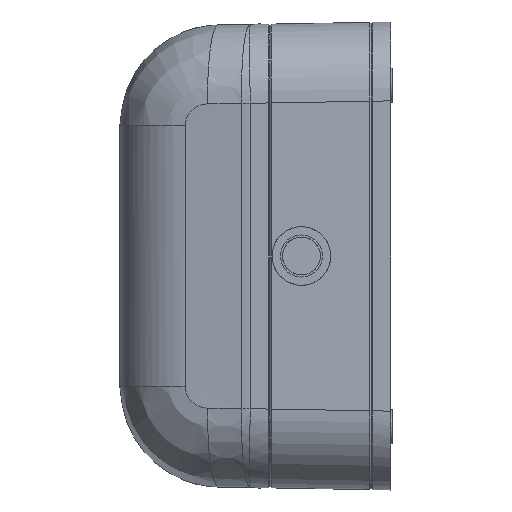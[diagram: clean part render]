
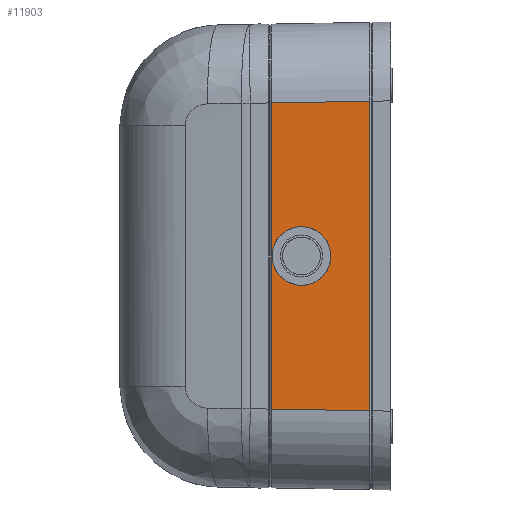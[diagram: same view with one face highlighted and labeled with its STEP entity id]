
A CAD part, left-side view. The second image highlights one B-rep face of the part: STEP entity #11903.
In plain terms, the highlighted planar face has unit normal (-1, 0.018, 0).
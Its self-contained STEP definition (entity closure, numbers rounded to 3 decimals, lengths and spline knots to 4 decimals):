
#19 = EDGE_CURVE ( 'NONE', #55813, #58693, #51145, .T. ) ;
#73 = VERTEX_POINT ( 'NONE', #47921 ) ;
#160 = DIRECTION ( 'NONE',  ( 0., 0., 1. ) ) ;
#854 = EDGE_CURVE ( 'NONE', #38069, #33990, #49990, .T. ) ;
#1573 = CARTESIAN_POINT ( 'NONE',  ( -4.5041, -0.7628, -0.439 ) ) ;
#4880 = CARTESIAN_POINT ( 'NONE',  ( -4.5195, -1.6457, -0.439 ) ) ;
#6928 = VECTOR ( 'NONE', #8906, 39.3701 ) ;
#7231 = ORIENTED_EDGE ( 'NONE', *, *, #19, .T. ) ;
#8906 = DIRECTION ( 'NONE',  ( 0., 0., 1. ) ) ;
#9369 = CARTESIAN_POINT ( 'NONE',  ( -4.4963, -0.315, 0. ) ) ;
#10281 = CARTESIAN_POINT ( 'NONE',  ( -4.5042, -0.7677, -0.439 ) ) ;
#11162 = CARTESIAN_POINT ( 'NONE',  ( -4.4963, -0.315, 2.2917 ) ) ;
#11903 = ADVANCED_FACE ( 'NONE', ( #24041, #13972 ), #33917, .T. ) ;
#12739 = LINE ( 'NONE', #37446, #17831 ) ;
#12783 = VECTOR ( 'NONE', #22419, 39.3701 ) ;
#13972 = FACE_OUTER_BOUND ( 'NONE', #21004, .T. ) ;
#15247 = CARTESIAN_POINT ( 'NONE',  ( -4.5195, -1.6457, 0.439 ) ) ;
#15748 = LINE ( 'NONE', #24134, #35168 ) ;
#16323 = CARTESIAN_POINT ( 'NONE',  ( -4.4963, -0.315, -2.2917 ) ) ;
#16752 = VERTEX_POINT ( 'NONE', #35391 ) ;
#17831 = VECTOR ( 'NONE', #160, 39.3701 ) ;
#17836 = CARTESIAN_POINT ( 'NONE',  ( -4.5039, -0.753, -0.4387 ) ) ;
#18846 = EDGE_CURVE ( 'NONE', #54402, #73, #15748, .T. ) ;
#19407 = ORIENTED_EDGE ( 'NONE', *, *, #854, .T. ) ;
#19811 = AXIS2_PLACEMENT_3D ( 'NONE', #55012, #22604, #60428 ) ;
#20783 = CARTESIAN_POINT ( 'NONE',  ( -4.5039, -0.753, 0.4387 ) ) ;
#21004 = EDGE_LOOP ( 'NONE', ( #30700, #44952, #69066, #19407 ) ) ;
#21603 = CARTESIAN_POINT ( 'NONE',  ( -4.5039, -0.753, 0.4387 ) ) ;
#22419 = DIRECTION ( 'NONE',  ( -0.017, -1., -0.017 ) ) ;
#22604 = DIRECTION ( 'NONE',  ( -1., 0.017, 0. ) ) ;
#23905 = DIRECTION ( 'NONE',  ( -0.017, -1., 0.017 ) ) ;
#24041 = FACE_BOUND ( 'NONE', #45182, .T. ) ;
#24134 = CARTESIAN_POINT ( 'NONE',  ( -4.5123, -1.2329, 2.3078 ) ) ;
#24839 = ORIENTED_EDGE ( 'NONE', *, *, #53693, .T. ) ;
#25052 =( BOUNDED_CURVE ( )  B_SPLINE_CURVE ( 3, ( #59442, #54237, #33376, #21603 ),
 .UNSPECIFIED., .F., .T. ) 
 B_SPLINE_CURVE_WITH_KNOTS ( ( 4, 4 ),
 ( 1.6043, 4.6788 ),
 .UNSPECIFIED. ) 
 CURVE ( )  GEOMETRIC_REPRESENTATION_ITEM ( )  RATIONAL_B_SPLINE_CURVE ( ( 1., 0.356, 0.356, 1. ) ) 
 REPRESENTATION_ITEM ( '' )  );
#28452 = CARTESIAN_POINT ( 'NONE',  ( -4.5042, -0.7677, -0.439 ) ) ;
#30700 = ORIENTED_EDGE ( 'NONE', *, *, #32341, .T. ) ;
#32341 = EDGE_CURVE ( 'NONE', #33990, #73, #12739, .T. ) ;
#33376 = CARTESIAN_POINT ( 'NONE',  ( -4.4896, 0.0688, 0.4111 ) ) ;
#33917 = PLANE ( 'NONE',  #19811 ) ;
#33990 = VERTEX_POINT ( 'NONE', #68107 ) ;
#34315 = CARTESIAN_POINT ( 'NONE',  ( -4.504, -0.7579, -0.4389 ) ) ;
#34667 = CARTESIAN_POINT ( 'NONE',  ( -4.4963, -0.315, -2.2917 ) ) ;
#35028 = EDGE_CURVE ( 'NONE', #58693, #16752, #37208, .T. ) ;
#35168 = VECTOR ( 'NONE', #23905, 39.3701 ) ;
#35391 = CARTESIAN_POINT ( 'NONE',  ( -4.5042, -0.7677, -0.439 ) ) ;
#36072 = ORIENTED_EDGE ( 'NONE', *, *, #38833, .T. ) ;
#37063 = CARTESIAN_POINT ( 'NONE',  ( -4.504, -0.7579, 0.4389 ) ) ;
#37208 =( BOUNDED_CURVE ( )  B_SPLINE_CURVE ( 3, ( #64427, #15247, #4880, #10281 ),
 .UNSPECIFIED., .F., .T. ) 
 B_SPLINE_CURVE_WITH_KNOTS ( ( 4, 4 ),
 ( 4.7124, 7.854 ),
 .UNSPECIFIED. ) 
 CURVE ( )  GEOMETRIC_REPRESENTATION_ITEM ( )  RATIONAL_B_SPLINE_CURVE ( ( 1., 0.333, 0.333, 1. ) ) 
 REPRESENTATION_ITEM ( '' )  );
#37446 = CARTESIAN_POINT ( 'NONE',  ( -4.5221, -1.7913, 0. ) ) ;
#38069 = VERTEX_POINT ( 'NONE', #34667 ) ;
#38833 = EDGE_CURVE ( 'NONE', #42296, #55813, #25052, .T. ) ;
#42296 = VERTEX_POINT ( 'NONE', #59862 ) ;
#44020 = CARTESIAN_POINT ( 'NONE',  ( -4.5039, -0.753, 0.4387 ) ) ;
#44639 = ORIENTED_EDGE ( 'NONE', *, *, #35028, .T. ) ;
#44952 = ORIENTED_EDGE ( 'NONE', *, *, #18846, .F. ) ;
#45182 = EDGE_LOOP ( 'NONE', ( #36072, #7231, #44639, #24839 ) ) ;
#46618 = LINE ( 'NONE', #9369, #6928 ) ;
#47921 = CARTESIAN_POINT ( 'NONE',  ( -4.5221, -1.7913, 2.3175 ) ) ;
#49990 = LINE ( 'NONE', #16323, #12783 ) ;
#51145 =( BOUNDED_CURVE ( )  B_SPLINE_CURVE ( 3, ( #20783, #37063, #58590, #52943 ),
 .UNSPECIFIED., .F., .F. ) 
 B_SPLINE_CURVE_WITH_KNOTS ( ( 4, 4 ),
 ( 4.6788, 4.7124 ),
 .UNSPECIFIED. ) 
 CURVE ( )  GEOMETRIC_REPRESENTATION_ITEM ( )  RATIONAL_B_SPLINE_CURVE ( ( 1., 1., 1., 1. ) ) 
 REPRESENTATION_ITEM ( '' )  );
#52943 = CARTESIAN_POINT ( 'NONE',  ( -4.5042, -0.7677, 0.439 ) ) ;
#53475 = EDGE_CURVE ( 'NONE', #38069, #54402, #46618, .T. ) ;
#53693 = EDGE_CURVE ( 'NONE', #16752, #42296, #62797, .T. ) ;
#54140 = CARTESIAN_POINT ( 'NONE',  ( -4.5042, -0.7677, 0.439 ) ) ;
#54237 = CARTESIAN_POINT ( 'NONE',  ( -4.4896, 0.0688, -0.4111 ) ) ;
#54402 = VERTEX_POINT ( 'NONE', #11162 ) ;
#55012 = CARTESIAN_POINT ( 'NONE',  ( -4.5276, -2.1063, 0. ) ) ;
#55813 = VERTEX_POINT ( 'NONE', #44020 ) ;
#58590 = CARTESIAN_POINT ( 'NONE',  ( -4.5041, -0.7628, 0.439 ) ) ;
#58693 = VERTEX_POINT ( 'NONE', #54140 ) ;
#59442 = CARTESIAN_POINT ( 'NONE',  ( -4.5039, -0.753, -0.4387 ) ) ;
#59862 = CARTESIAN_POINT ( 'NONE',  ( -4.5039, -0.753, -0.4387 ) ) ;
#60428 = DIRECTION ( 'NONE',  ( -0.017, -1., 0. ) ) ;
#62797 =( BOUNDED_CURVE ( )  B_SPLINE_CURVE ( 3, ( #28452, #1573, #34315, #17836 ),
 .UNSPECIFIED., .F., .F. ) 
 B_SPLINE_CURVE_WITH_KNOTS ( ( 4, 4 ),
 ( 1.5708, 1.6043 ),
 .UNSPECIFIED. ) 
 CURVE ( )  GEOMETRIC_REPRESENTATION_ITEM ( )  RATIONAL_B_SPLINE_CURVE ( ( 1., 1., 1., 1. ) ) 
 REPRESENTATION_ITEM ( '' )  );
#64427 = CARTESIAN_POINT ( 'NONE',  ( -4.5042, -0.7677, 0.439 ) ) ;
#68107 = CARTESIAN_POINT ( 'NONE',  ( -4.5221, -1.7913, -2.3175 ) ) ;
#69066 = ORIENTED_EDGE ( 'NONE', *, *, #53475, .F. ) ;
